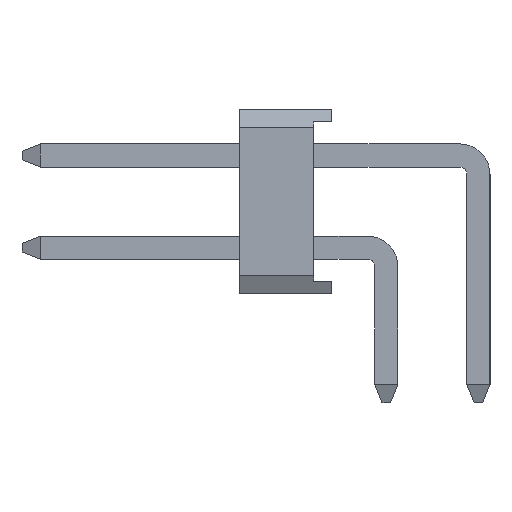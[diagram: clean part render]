
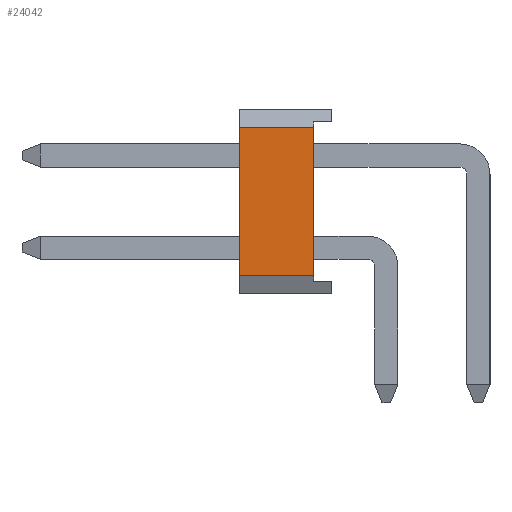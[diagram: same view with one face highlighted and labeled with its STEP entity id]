
A CAD part, left-side view. The second image highlights one B-rep face of the part: STEP entity #24042.
In plain terms, the highlighted planar face has unit normal (-1, 0, 0).
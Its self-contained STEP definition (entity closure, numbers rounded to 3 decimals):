
#3522=ORIENTED_EDGE('',*,*,#6652,.F.);
#3523=ORIENTED_EDGE('',*,*,#6772,.T.);
#3524=ORIENTED_EDGE('',*,*,#6768,.T.);
#3525=ORIENTED_EDGE('',*,*,#6773,.T.);
#6652=EDGE_CURVE('',#8522,#8523,#10442,.T.);
#6768=EDGE_CURVE('',#8577,#8576,#10558,.T.);
#6772=EDGE_CURVE('',#8522,#8577,#10562,.T.);
#6773=EDGE_CURVE('',#8576,#8523,#10563,.T.);
#8522=VERTEX_POINT('',#33221);
#8523=VERTEX_POINT('',#33223);
#8576=VERTEX_POINT('',#33436);
#8577=VERTEX_POINT('',#33438);
#10442=LINE('',#33222,#12716);
#10558=LINE('',#33437,#12832);
#10562=LINE('',#33445,#12836);
#10563=LINE('',#33447,#12837);
#12716=VECTOR('',#28422,1000.);
#12832=VECTOR('',#28628,1000.);
#12836=VECTOR('',#28638,1000.);
#12837=VECTOR('',#28641,1000.);
#14244=EDGE_LOOP('',(#3522,#3523,#3524,#3525));
#15292=FACE_BOUND('',#14244,.T.);
#16232=PLANE('',#25169);
#24042=ADVANCED_FACE('',(#15292),#16232,.T.);
#25169=AXIS2_PLACEMENT_3D('',#33446,#28639,#28640);
#28422=DIRECTION('',(0.,0.,1.));
#28628=DIRECTION('',(0.,0.,1.));
#28638=DIRECTION('',(0.,-1.,0.));
#28639=DIRECTION('',(-1.,0.,0.));
#28640=DIRECTION('',(0.,0.,1.));
#28641=DIRECTION('',(0.,1.,0.));
#33221=CARTESIAN_POINT('',(-22.86,2.04,-0.77));
#33222=CARTESIAN_POINT('',(-22.86,2.04,-45.05));
#33223=CARTESIAN_POINT('',(-22.86,2.04,1.27));
#33436=CARTESIAN_POINT('',(-22.86,-2.04,1.27));
#33437=CARTESIAN_POINT('',(-22.86,-2.04,-45.05));
#33438=CARTESIAN_POINT('',(-22.86,-2.04,-0.77));
#33445=CARTESIAN_POINT('',(-22.86,-2.54,-0.77));
#33446=CARTESIAN_POINT('',(-22.86,-2.54,-1.27));
#33447=CARTESIAN_POINT('',(-22.86,-2.54,1.27));
